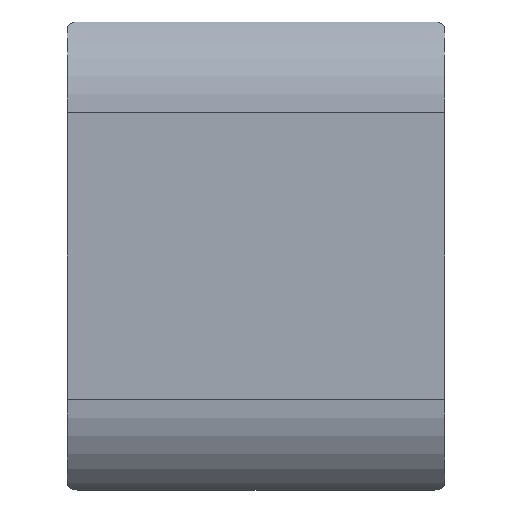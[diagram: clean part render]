
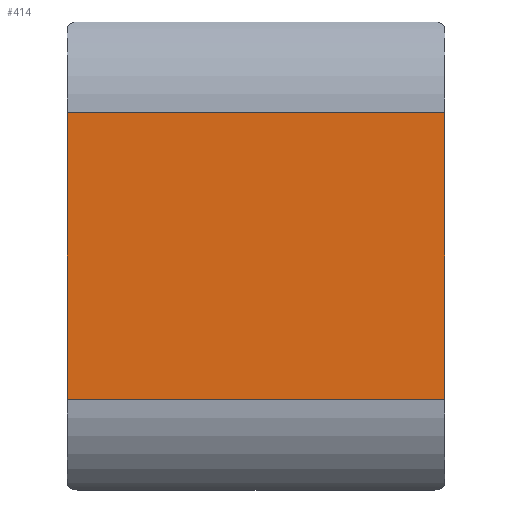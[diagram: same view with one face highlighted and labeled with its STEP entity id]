
A CAD part, front view. The second image highlights one B-rep face of the part: STEP entity #414.
In plain terms, the highlighted planar face has unit normal (0, -1, 0).
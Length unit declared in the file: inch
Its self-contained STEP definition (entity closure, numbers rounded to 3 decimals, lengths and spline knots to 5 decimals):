
#63 = VERTEX_POINT ( 'NONE', #262 ) ;
#168 = EDGE_CURVE ( 'NONE', #63, #477, #1113, .T. ) ;
#178 = EDGE_CURVE ( 'NONE', #63, #1116, #1117, .T. ) ;
#257 = CARTESIAN_POINT ( 'NONE',  ( 0., -0.02, -0.095 ) ) ;
#262 = CARTESIAN_POINT ( 'NONE',  ( 0.25, -0.02, 0.095 ) ) ;
#268 = CARTESIAN_POINT ( 'NONE',  ( 0.25, -0.02, -0.095 ) ) ;
#273 = CARTESIAN_POINT ( 'NONE',  ( 0.25, -0.02, 0.095 ) ) ;
#284 = ORIENTED_EDGE ( 'NONE', *, *, #168, .F. ) ;
#309 = ORIENTED_EDGE ( 'NONE', *, *, #684, .F. ) ;
#338 = PLANE ( 'NONE',  #630 ) ;
#354 = DIRECTION ( 'NONE',  ( 0., 0., -1. ) ) ;
#414 = ADVANCED_FACE ( 'NONE', ( #1014 ), #338, .F. ) ;
#416 = EDGE_CURVE ( 'NONE', #1116, #1183, #1006, .T. ) ;
#470 = DIRECTION ( 'NONE',  ( 0., 0., -1. ) ) ;
#477 = VERTEX_POINT ( 'NONE', #268 ) ;
#497 = CARTESIAN_POINT ( 'NONE',  ( 0.25, -0.02, -0.095 ) ) ;
#623 = ORIENTED_EDGE ( 'NONE', *, *, #416, .T. ) ;
#630 = AXIS2_PLACEMENT_3D ( 'NONE', #1134, #1179, #681 ) ;
#681 = DIRECTION ( 'NONE',  ( 0., 0., 1. ) ) ;
#684 = EDGE_CURVE ( 'NONE', #477, #1183, #846, .T. ) ;
#694 = DIRECTION ( 'NONE',  ( -1., 0., 0. ) ) ;
#823 = VECTOR ( 'NONE', #933, 39.37008 ) ;
#839 = EDGE_LOOP ( 'NONE', ( #623, #309, #284, #845 ) ) ;
#845 = ORIENTED_EDGE ( 'NONE', *, *, #178, .T. ) ;
#846 = LINE ( 'NONE', #497, #823 ) ;
#850 = CARTESIAN_POINT ( 'NONE',  ( 0., -0.02, -0.095 ) ) ;
#933 = DIRECTION ( 'NONE',  ( -1., 0., 0. ) ) ;
#997 = CARTESIAN_POINT ( 'NONE',  ( 0., -0.02, 0.095 ) ) ;
#1006 = LINE ( 'NONE', #850, #1041 ) ;
#1014 = FACE_OUTER_BOUND ( 'NONE', #839, .T. ) ;
#1041 = VECTOR ( 'NONE', #354, 39.37008 ) ;
#1045 = CARTESIAN_POINT ( 'NONE',  ( 0.25, -0.02, -0.095 ) ) ;
#1106 = VECTOR ( 'NONE', #694, 39.37008 ) ;
#1113 = LINE ( 'NONE', #1045, #1121 ) ;
#1116 = VERTEX_POINT ( 'NONE', #997 ) ;
#1117 = LINE ( 'NONE', #273, #1106 ) ;
#1121 = VECTOR ( 'NONE', #470, 39.37008 ) ;
#1134 = CARTESIAN_POINT ( 'NONE',  ( 0.25, -0.02, -0.095 ) ) ;
#1179 = DIRECTION ( 'NONE',  ( 0., 1., 0. ) ) ;
#1183 = VERTEX_POINT ( 'NONE', #257 ) ;
